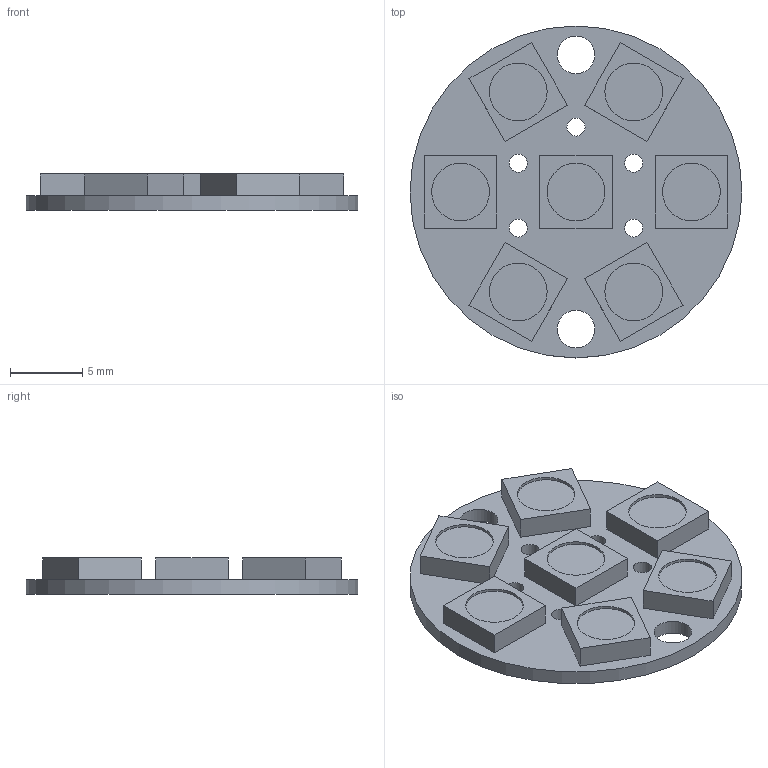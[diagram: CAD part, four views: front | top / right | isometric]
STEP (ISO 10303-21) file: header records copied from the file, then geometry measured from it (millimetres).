
FILE_DESCRIPTION(/* description */ (''),/* implementation_level */ '2;1');
FILE_NAME(/* name */ '2226 NeoPixel Jewel.step',/* time_stamp */ '2018-07-07T16:23:59-04:00',/* author */ (''),/* organization */ (''),/* preprocessor_version */ 'ST-DEVELOPER v17',/* originating_system */ 'Autodesk Translation Framework v7.1.0.215',/* authorisation */ '');
FILE_SCHEMA (('AUTOMOTIVE_DESIGN { 1 0 10303 214 3 1 1 }'));
Length unit declared in the file: millimetre
Products named in the file (1): Jewel NeoPixel
Bounding box: 23 x 23 x 2.5 mm (x, y, z)
Volume: 643.6 mm3; surface area: 1133.3 mm2
Topology: 1 solids, 1 shells, 59 faces, 129 edges, 86 vertices
Faces by surface type: plane 44, cylinder 15
Full cylindrical faces by diameter (mm): 1.25 x5, 2.6 x2, 4 x7, 23 x1
Entity records: 1674 total; most frequent: DIRECTION 279, CARTESIAN_POINT 275, ORIENTED_EDGE 258, EDGE_CURVE 129, LINE 99, VECTOR 99, AXIS2_PLACEMENT_3D 90, EDGE_LOOP 87
